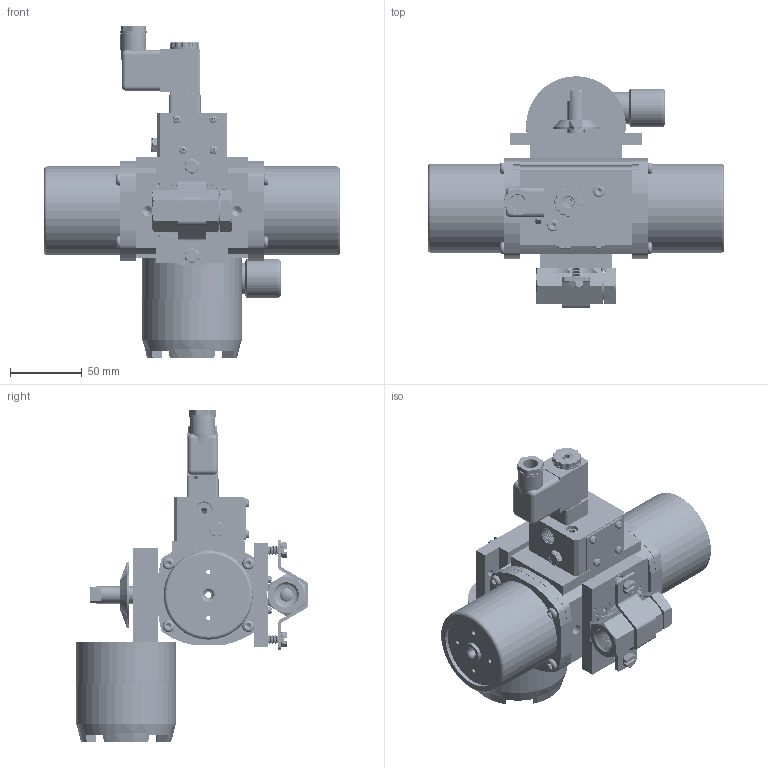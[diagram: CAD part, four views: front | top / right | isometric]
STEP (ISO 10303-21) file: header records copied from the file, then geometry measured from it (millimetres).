
FILE_DESCRIPTION (( 'STEP AP203' ), '1' );
FILE_NAME ('87MXXNA512SR3GPDSLS.step', '2018-05-01T12:16:14', ( '' ), ( '' ), 'SwSTEP 2.0', 'SolidWorks 2017', '' );
FILE_SCHEMA (( 'CONFIG_CONTROL_DESIGN' ));
Length unit declared in the file: inch
Products named in the file (1): 87MXXNA512SR3GPDSLS
Bounding box: 206.38 x 161.26 x 231.11 mm (x, y, z)
Volume: 759444.9 mm3; surface area: 320812.6 mm2
Topology: 66 solids, 66 shells, 5650 faces, 14736 edges, 9226 vertices
Faces by surface type: cylinder 2750, cone 1607, plane 928, torus 190, bspline 157, sphere 18
Entity records: 223562 total; most frequent: CARTESIAN_POINT 89725, ORIENTED_EDGE 29140, DIRECTION 28157, EDGE_CURVE 14570, AXIS2_PLACEMENT_3D 11287, VERTEX_POINT 9222, EDGE_LOOP 6064, CIRCLE 5793
